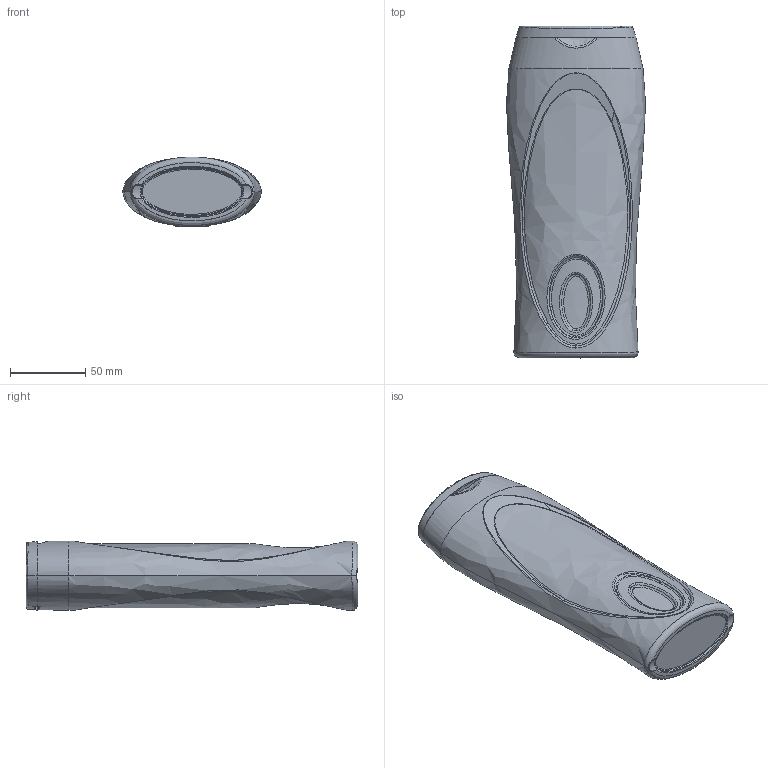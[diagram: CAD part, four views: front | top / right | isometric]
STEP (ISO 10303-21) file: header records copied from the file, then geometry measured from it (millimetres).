
FILE_DESCRIPTION(('FreeCAD Model'),'2;1');
FILE_NAME('Open CASCADE Shape Model','2025-04-29T14:17:01',('FreeCAD'),( 'FreeCAD'),'Open CASCADE STEP processor 7.6','FreeCAD','Unknown');
FILE_SCHEMA(('AUTOMOTIVE_DESIGN { 1 0 10303 214 1 1 1 1 }'));
Products named in the file (1): Open CASCADE STEP translator 7.6 1
Bounding box: 92.2 x 220.11 x 46.41 mm (x, y, z)
Volume: 53671.8 mm3; surface area: 117038.4 mm2
Topology: 3 solids, 3 shells, 450 faces, 1098 edges, 668 vertices
Faces by surface type: bspline 450
Entity records: 66540 total; most frequent: CARTESIAN_POINT 60250, ORIENTED_EDGE 2164, EDGE_CURVE 1082, B_SPLINE_CURVE_WITH_KNOTS 774, VERTEX_POINT 668, FACE_BOUND 482, EDGE_LOOP 482, ADVANCED_FACE 450
